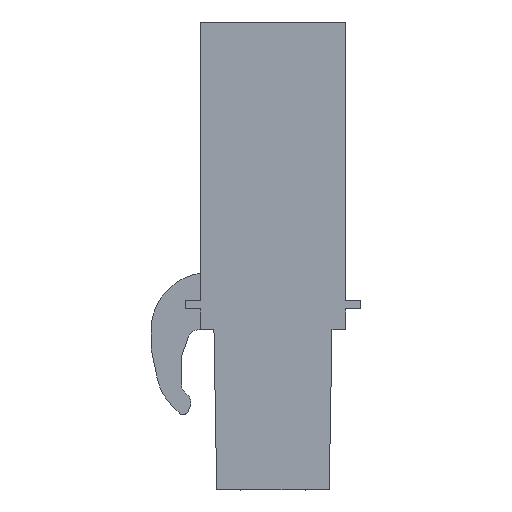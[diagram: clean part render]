
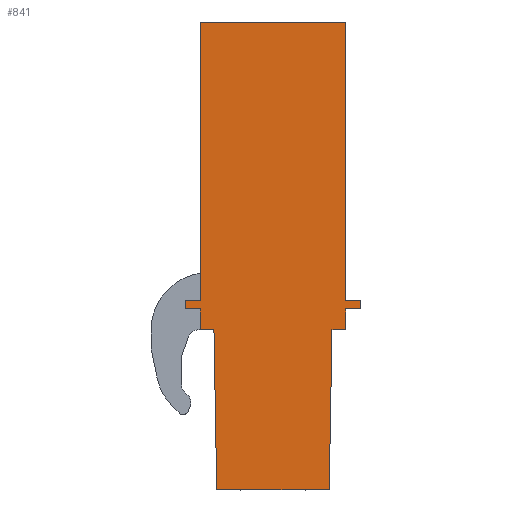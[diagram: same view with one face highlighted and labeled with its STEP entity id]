
A CAD part, left-side view. The second image highlights one B-rep face of the part: STEP entity #841.
In plain terms, the highlighted planar face has unit normal (-1, 0, 0).
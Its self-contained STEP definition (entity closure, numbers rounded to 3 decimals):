
#741=AXIS2_PLACEMENT_3D('Plane Axis2P3D',#738,#739,#740) ;
#56=CARTESIAN_POINT('Vertex',(0.,0.8,24.55)) ;
#59=CARTESIAN_POINT('Line Origine',(0.,0.8,17.25)) ;
#63=CARTESIAN_POINT('Vertex',(0.,0.8,9.95)) ;
#285=CARTESIAN_POINT('Vertex',(0.,9.22,9.95)) ;
#288=CARTESIAN_POINT('Line Origine',(0.,8.82,9.95)) ;
#292=CARTESIAN_POINT('Vertex',(0.,8.42,9.95)) ;
#335=CARTESIAN_POINT('Line Origine',(0.,0.4,9.95)) ;
#339=CARTESIAN_POINT('Vertex',(0.,0.,9.95)) ;
#522=CARTESIAN_POINT('Line Origine',(0.,4.61,24.55)) ;
#526=CARTESIAN_POINT('Vertex',(0.,8.42,24.55)) ;
#738=CARTESIAN_POINT('Axis2P3D Location',(0.,0.,0.)) ;
#743=CARTESIAN_POINT('Line Origine',(0.,1.587,4.2)) ;
#747=CARTESIAN_POINT('Vertex',(0.,1.66,0.)) ;
#749=CARTESIAN_POINT('Vertex',(0.,1.513,8.4)) ;
#752=CARTESIAN_POINT('Line Origine',(0.,1.157,8.4)) ;
#756=CARTESIAN_POINT('Vertex',(0.,0.8,8.4)) ;
#759=CARTESIAN_POINT('Line Origine',(0.,0.8,8.95)) ;
#763=CARTESIAN_POINT('Vertex',(0.,0.8,9.5)) ;
#766=CARTESIAN_POINT('Line Origine',(0.,0.4,9.5)) ;
#770=CARTESIAN_POINT('Vertex',(0.,0.,9.5)) ;
#773=CARTESIAN_POINT('Line Origine',(0.,0.,9.725)) ;
#778=CARTESIAN_POINT('Line Origine',(0.,8.42,17.25)) ;
#783=CARTESIAN_POINT('Line Origine',(0.,9.22,9.725)) ;
#787=CARTESIAN_POINT('Vertex',(0.,9.22,9.5)) ;
#790=CARTESIAN_POINT('Line Origine',(0.,8.82,9.5)) ;
#794=CARTESIAN_POINT('Vertex',(0.,8.42,9.5)) ;
#797=CARTESIAN_POINT('Line Origine',(0.,8.42,8.95)) ;
#801=CARTESIAN_POINT('Vertex',(0.,8.42,8.4)) ;
#804=CARTESIAN_POINT('Line Origine',(0.,8.063,8.4)) ;
#808=CARTESIAN_POINT('Vertex',(0.,7.707,8.4)) ;
#811=CARTESIAN_POINT('Line Origine',(0.,7.633,4.2)) ;
#815=CARTESIAN_POINT('Vertex',(0.,7.56,0.)) ;
#818=CARTESIAN_POINT('Line Origine',(0.,4.61,0.)) ;
#60=DIRECTION('Vector Direction',(0.,0.,-1.)) ;
#289=DIRECTION('Vector Direction',(0.,-1.,0.)) ;
#336=DIRECTION('Vector Direction',(0.,-1.,0.)) ;
#523=DIRECTION('Vector Direction',(0.,-1.,0.)) ;
#739=DIRECTION('Axis2P3D Direction',(-1.,0.,0.)) ;
#740=DIRECTION('Axis2P3D XDirection',(0.,0.,1.)) ;
#744=DIRECTION('Vector Direction',(0.,0.017,-1.)) ;
#753=DIRECTION('Vector Direction',(0.,1.,0.)) ;
#760=DIRECTION('Vector Direction',(0.,0.,-1.)) ;
#767=DIRECTION('Vector Direction',(0.,1.,0.)) ;
#774=DIRECTION('Vector Direction',(0.,0.,-1.)) ;
#779=DIRECTION('Vector Direction',(0.,0.,1.)) ;
#784=DIRECTION('Vector Direction',(0.,0.,1.)) ;
#791=DIRECTION('Vector Direction',(0.,1.,0.)) ;
#798=DIRECTION('Vector Direction',(0.,0.,1.)) ;
#805=DIRECTION('Vector Direction',(0.,1.,0.)) ;
#812=DIRECTION('Vector Direction',(0.,0.017,1.)) ;
#819=DIRECTION('Vector Direction',(0.,1.,0.)) ;
#61=VECTOR('Line Direction',#60,1.) ;
#290=VECTOR('Line Direction',#289,1.) ;
#337=VECTOR('Line Direction',#336,1.) ;
#524=VECTOR('Line Direction',#523,1.) ;
#745=VECTOR('Line Direction',#744,1.) ;
#754=VECTOR('Line Direction',#753,1.) ;
#761=VECTOR('Line Direction',#760,1.) ;
#768=VECTOR('Line Direction',#767,1.) ;
#775=VECTOR('Line Direction',#774,1.) ;
#780=VECTOR('Line Direction',#779,1.) ;
#785=VECTOR('Line Direction',#784,1.) ;
#792=VECTOR('Line Direction',#791,1.) ;
#799=VECTOR('Line Direction',#798,1.) ;
#806=VECTOR('Line Direction',#805,1.) ;
#813=VECTOR('Line Direction',#812,1.) ;
#820=VECTOR('Line Direction',#819,1.) ;
#824=ORIENTED_EDGE('',*,*,#751,.T.) ;
#825=ORIENTED_EDGE('',*,*,#758,.T.) ;
#826=ORIENTED_EDGE('',*,*,#765,.T.) ;
#827=ORIENTED_EDGE('',*,*,#772,.T.) ;
#828=ORIENTED_EDGE('',*,*,#777,.T.) ;
#829=ORIENTED_EDGE('',*,*,#341,.T.) ;
#830=ORIENTED_EDGE('',*,*,#65,.T.) ;
#831=ORIENTED_EDGE('',*,*,#528,.T.) ;
#832=ORIENTED_EDGE('',*,*,#782,.T.) ;
#833=ORIENTED_EDGE('',*,*,#294,.T.) ;
#834=ORIENTED_EDGE('',*,*,#789,.T.) ;
#835=ORIENTED_EDGE('',*,*,#796,.T.) ;
#836=ORIENTED_EDGE('',*,*,#803,.T.) ;
#837=ORIENTED_EDGE('',*,*,#810,.T.) ;
#838=ORIENTED_EDGE('',*,*,#817,.T.) ;
#839=ORIENTED_EDGE('',*,*,#822,.T.) ;
#841=ADVANCED_FACE('_BLC 5.08/2R OR 1610490000',(#840),#742,.T.) ;
#65=EDGE_CURVE('',#64,#57,#62,.F.) ;
#294=EDGE_CURVE('',#293,#286,#291,.F.) ;
#341=EDGE_CURVE('',#340,#64,#338,.F.) ;
#528=EDGE_CURVE('',#57,#527,#525,.F.) ;
#751=EDGE_CURVE('',#748,#750,#746,.F.) ;
#758=EDGE_CURVE('',#750,#757,#755,.F.) ;
#765=EDGE_CURVE('',#757,#764,#762,.F.) ;
#772=EDGE_CURVE('',#764,#771,#769,.F.) ;
#777=EDGE_CURVE('',#771,#340,#776,.F.) ;
#782=EDGE_CURVE('',#527,#293,#781,.F.) ;
#789=EDGE_CURVE('',#286,#788,#786,.F.) ;
#796=EDGE_CURVE('',#788,#795,#793,.F.) ;
#803=EDGE_CURVE('',#795,#802,#800,.F.) ;
#810=EDGE_CURVE('',#802,#809,#807,.F.) ;
#817=EDGE_CURVE('',#809,#816,#814,.F.) ;
#822=EDGE_CURVE('',#816,#748,#821,.F.) ;
#823=EDGE_LOOP('',(#824,#825,#826,#827,#828,#829,#830,#831,#832,#833,#834,#835,#836,#837,#838,#839)) ;
#840=FACE_OUTER_BOUND('',#823,.T.) ;
#62=LINE('Line',#59,#61) ;
#291=LINE('Line',#288,#290) ;
#338=LINE('Line',#335,#337) ;
#525=LINE('Line',#522,#524) ;
#746=LINE('Line',#743,#745) ;
#755=LINE('Line',#752,#754) ;
#762=LINE('Line',#759,#761) ;
#769=LINE('Line',#766,#768) ;
#776=LINE('Line',#773,#775) ;
#781=LINE('Line',#778,#780) ;
#786=LINE('Line',#783,#785) ;
#793=LINE('Line',#790,#792) ;
#800=LINE('Line',#797,#799) ;
#807=LINE('Line',#804,#806) ;
#814=LINE('Line',#811,#813) ;
#821=LINE('Line',#818,#820) ;
#742=PLANE('',#741) ;
#57=VERTEX_POINT('',#56) ;
#64=VERTEX_POINT('',#63) ;
#286=VERTEX_POINT('',#285) ;
#293=VERTEX_POINT('',#292) ;
#340=VERTEX_POINT('',#339) ;
#527=VERTEX_POINT('',#526) ;
#748=VERTEX_POINT('',#747) ;
#750=VERTEX_POINT('',#749) ;
#757=VERTEX_POINT('',#756) ;
#764=VERTEX_POINT('',#763) ;
#771=VERTEX_POINT('',#770) ;
#788=VERTEX_POINT('',#787) ;
#795=VERTEX_POINT('',#794) ;
#802=VERTEX_POINT('',#801) ;
#809=VERTEX_POINT('',#808) ;
#816=VERTEX_POINT('',#815) ;
